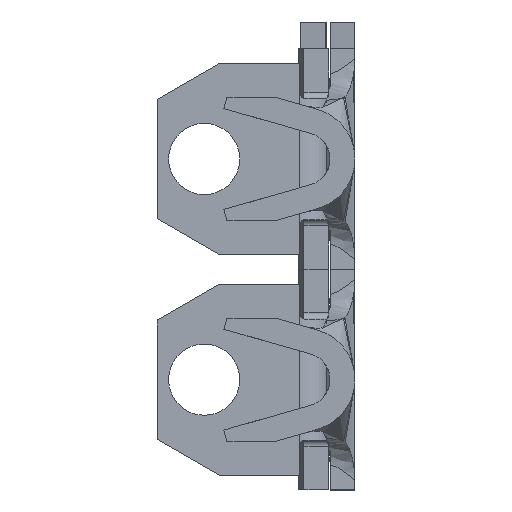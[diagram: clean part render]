
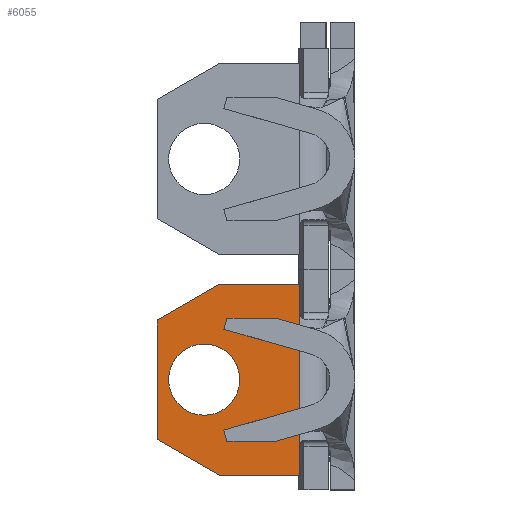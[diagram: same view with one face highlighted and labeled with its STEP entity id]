
A CAD part, left-side view. The second image highlights one B-rep face of the part: STEP entity #6055.
In plain terms, the highlighted planar face has unit normal (-1, 0, 0).
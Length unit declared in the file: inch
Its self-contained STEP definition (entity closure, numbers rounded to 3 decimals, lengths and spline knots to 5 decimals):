
#583 = CARTESIAN_POINT ( 'NONE',  ( -0.82, 0.0995, 0. ) ) ;
#804 = ORIENTED_EDGE ( 'NONE', *, *, #1037, .T. ) ;
#994 = ORIENTED_EDGE ( 'NONE', *, *, #4306, .T. ) ;
#1037 = EDGE_CURVE ( 'NONE', #11825, #3493, #7634, .T. ) ;
#1051 = PLANE ( 'NONE',  #10095 ) ;
#1170 = EDGE_CURVE ( 'NONE', #11682, #7266, #10856, .T. ) ;
#1863 = ORIENTED_EDGE ( 'NONE', *, *, #3751, .T. ) ;
#2008 = ORIENTED_EDGE ( 'NONE', *, *, #10243, .T. ) ;
#2037 = DIRECTION ( 'NONE',  ( 1., 0., 0. ) ) ;
#2418 = ORIENTED_EDGE ( 'NONE', *, *, #4886, .T. ) ;
#2603 = CARTESIAN_POINT ( 'NONE',  ( -0.82, 0.1925, -0.06709 ) ) ;
#2717 = LINE ( 'NONE', #9098, #9579 ) ;
#2841 = CARTESIAN_POINT ( 'NONE',  ( -0.82, 0.0325, 0.1075 ) ) ;
#2982 = EDGE_CURVE ( 'NONE', #7266, #11825, #3431, .T. ) ;
#3419 = DIRECTION ( 'NONE',  ( 0., 0., -1. ) ) ;
#3431 = LINE ( 'NONE', #7768, #5598 ) ;
#3493 = VERTEX_POINT ( 'NONE', #4373 ) ;
#3570 = VERTEX_POINT ( 'NONE', #5455 ) ;
#3751 = EDGE_CURVE ( 'NONE', #3570, #7799, #11441, .T. ) ;
#3816 = EDGE_CURVE ( 'NONE', #7799, #3570, #6150, .T. ) ;
#3998 = DIRECTION ( 'NONE',  ( 1., 0., 0. ) ) ;
#4237 = CARTESIAN_POINT ( 'NONE',  ( -0.82, 0.0325, -0.075 ) ) ;
#4259 = CARTESIAN_POINT ( 'NONE',  ( -0.82, 0.1925, 0.06709 ) ) ;
#4306 = EDGE_CURVE ( 'NONE', #6508, #8566, #5561, .T. ) ;
#4307 = LINE ( 'NONE', #11868, #11485 ) ;
#4373 = CARTESIAN_POINT ( 'NONE',  ( -0.82, 0.0325, 0.1075 ) ) ;
#4523 = CARTESIAN_POINT ( 'NONE',  ( -0.82, 0.0275, 0.1075 ) ) ;
#4802 = ORIENTED_EDGE ( 'NONE', *, *, #1170, .T. ) ;
#4886 = EDGE_CURVE ( 'NONE', #9001, #11682, #2717, .T. ) ;
#4889 = DIRECTION ( 'NONE',  ( 0., 0., 1. ) ) ;
#5148 = CARTESIAN_POINT ( 'NONE',  ( -0.82, 0.1225, -0.1075 ) ) ;
#5205 = CARTESIAN_POINT ( 'NONE',  ( -0.82, 0.0325, 0.075 ) ) ;
#5455 = CARTESIAN_POINT ( 'NONE',  ( -0.82, 0.1795, 0. ) ) ;
#5561 = LINE ( 'NONE', #4259, #10838 ) ;
#5598 = VECTOR ( 'NONE', #5890, 39.37008 ) ;
#5729 = DIRECTION ( 'NONE',  ( 0., 0., -1. ) ) ;
#5890 = DIRECTION ( 'NONE',  ( 0., 0., 1. ) ) ;
#5928 = CARTESIAN_POINT ( 'NONE',  ( -0.82, 0.0325, -0.1075 ) ) ;
#6055 = ADVANCED_FACE ( 'NONE', ( #9106, #6616 ), #1051, .F. ) ;
#6085 = ORIENTED_EDGE ( 'NONE', *, *, #2982, .T. ) ;
#6137 = ORIENTED_EDGE ( 'NONE', *, *, #6837, .T. ) ;
#6150 = CIRCLE ( 'NONE', #9970, 0.04 ) ;
#6196 = AXIS2_PLACEMENT_3D ( 'NONE', #7624, #2037, #8578 ) ;
#6214 = CARTESIAN_POINT ( 'NONE',  ( -0.82, 0.1925, 0.1075 ) ) ;
#6303 = DIRECTION ( 'NONE',  ( 0., -1., 0. ) ) ;
#6508 = VERTEX_POINT ( 'NONE', #7437 ) ;
#6616 = FACE_OUTER_BOUND ( 'NONE', #8284, .T. ) ;
#6837 = EDGE_CURVE ( 'NONE', #3493, #6508, #10256, .T. ) ;
#7209 = DIRECTION ( 'NONE',  ( 0., -0.866, -0.5 ) ) ;
#7226 = ORIENTED_EDGE ( 'NONE', *, *, #3816, .T. ) ;
#7266 = VERTEX_POINT ( 'NONE', #4237 ) ;
#7341 = DIRECTION ( 'NONE',  ( 0., 1., 0. ) ) ;
#7346 = VECTOR ( 'NONE', #7524, 39.37008 ) ;
#7437 = CARTESIAN_POINT ( 'NONE',  ( -0.82, 0.1225, 0.1075 ) ) ;
#7524 = DIRECTION ( 'NONE',  ( 0., 0., 1. ) ) ;
#7624 = CARTESIAN_POINT ( 'NONE',  ( -0.82, 0.1395, 0. ) ) ;
#7634 = LINE ( 'NONE', #2841, #7346 ) ;
#7758 = VECTOR ( 'NONE', #7341, 39.37008 ) ;
#7768 = CARTESIAN_POINT ( 'NONE',  ( -0.82, 0.0325, 0.1075 ) ) ;
#7799 = VERTEX_POINT ( 'NONE', #583 ) ;
#8284 = EDGE_LOOP ( 'NONE', ( #2418, #4802, #6085, #804, #6137, #994, #2008, #9613 ) ) ;
#8566 = VERTEX_POINT ( 'NONE', #9159 ) ;
#8578 = DIRECTION ( 'NONE',  ( 0., 1., 0. ) ) ;
#8979 = VECTOR ( 'NONE', #3419, 39.37008 ) ;
#9001 = VERTEX_POINT ( 'NONE', #5148 ) ;
#9098 = CARTESIAN_POINT ( 'NONE',  ( -0.82, 0.0275, -0.1075 ) ) ;
#9106 = FACE_BOUND ( 'NONE', #11821, .T. ) ;
#9159 = CARTESIAN_POINT ( 'NONE',  ( -0.82, 0.1925, 0.06709 ) ) ;
#9257 = VECTOR ( 'NONE', #4889, 39.37008 ) ;
#9424 = CARTESIAN_POINT ( 'NONE',  ( -0.82, -0.0005, 0.1075 ) ) ;
#9579 = VECTOR ( 'NONE', #6303, 39.37008 ) ;
#9601 = CARTESIAN_POINT ( 'NONE',  ( -0.82, 0.1395, 0. ) ) ;
#9613 = ORIENTED_EDGE ( 'NONE', *, *, #9785, .T. ) ;
#9785 = EDGE_CURVE ( 'NONE', #10261, #9001, #4307, .T. ) ;
#9970 = AXIS2_PLACEMENT_3D ( 'NONE', #9601, #3998, #10533 ) ;
#10095 = AXIS2_PLACEMENT_3D ( 'NONE', #9424, #11336, #5729 ) ;
#10243 = EDGE_CURVE ( 'NONE', #8566, #10261, #11749, .T. ) ;
#10256 = LINE ( 'NONE', #4523, #7758 ) ;
#10261 = VERTEX_POINT ( 'NONE', #2603 ) ;
#10509 = CARTESIAN_POINT ( 'NONE',  ( -0.82, 0.0325, 0.1075 ) ) ;
#10533 = DIRECTION ( 'NONE',  ( 0., 1., 0. ) ) ;
#10801 = DIRECTION ( 'NONE',  ( 0., 0.866, -0.5 ) ) ;
#10838 = VECTOR ( 'NONE', #10801, 39.37008 ) ;
#10856 = LINE ( 'NONE', #10509, #9257 ) ;
#11336 = DIRECTION ( 'NONE',  ( 1., 0., 0. ) ) ;
#11441 = CIRCLE ( 'NONE', #6196, 0.04 ) ;
#11485 = VECTOR ( 'NONE', #7209, 39.37008 ) ;
#11682 = VERTEX_POINT ( 'NONE', #5928 ) ;
#11749 = LINE ( 'NONE', #6214, #8979 ) ;
#11821 = EDGE_LOOP ( 'NONE', ( #1863, #7226 ) ) ;
#11825 = VERTEX_POINT ( 'NONE', #5205 ) ;
#11868 = CARTESIAN_POINT ( 'NONE',  ( -0.82, 0.1925, -0.06709 ) ) ;
